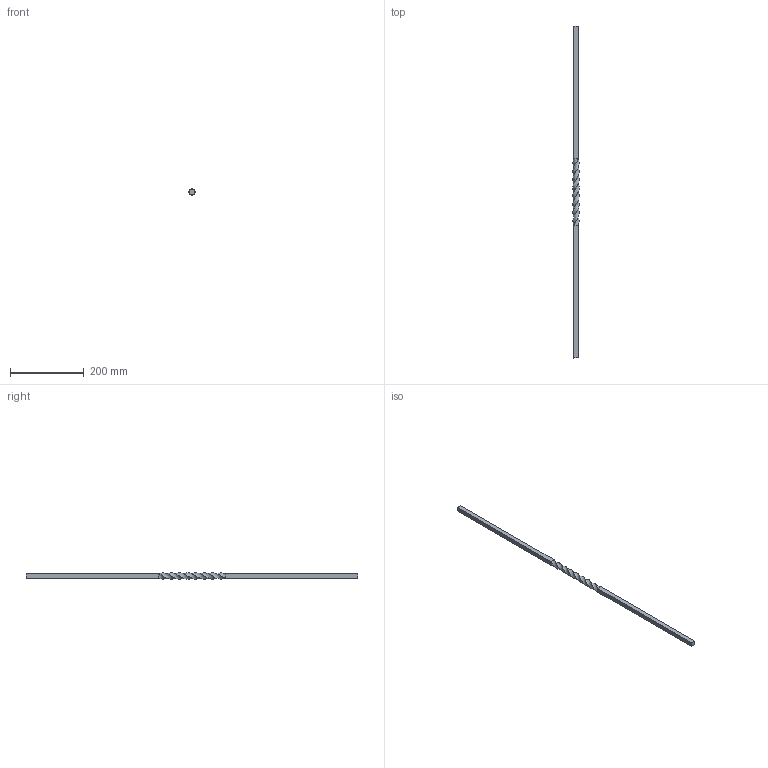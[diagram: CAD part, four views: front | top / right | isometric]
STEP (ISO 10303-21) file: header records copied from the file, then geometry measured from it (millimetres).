
FILE_DESCRIPTION (( 'STEP AP203' ), '1' );
FILE_NAME ('1100.step', '2023-05-12T11:40:14', ( '' ), ( '' ), 'SwSTEP 2.0', 'SolidWorks 2018', '' );
FILE_SCHEMA (( 'CONFIG_CONTROL_DESIGN' ));
Length unit declared in the file: millimetre
Products named in the file (1): 1100
Bounding box: 17.02 x 900 x 17.02 mm (x, y, z)
Volume: 129548.6 mm3; surface area: 43735 mm2
Topology: 1 solids, 1 shells, 206 faces, 550 edges, 364 vertices
Faces by surface type: plane 116, bspline 90
Entity records: 10971 total; most frequent: CARTESIAN_POINT 6367, ORIENTED_EDGE 1100, DIRECTION 608, EDGE_CURVE 550, VECTOR 374, LINE 374, VERTEX_POINT 364, EDGE_LOOP 224
